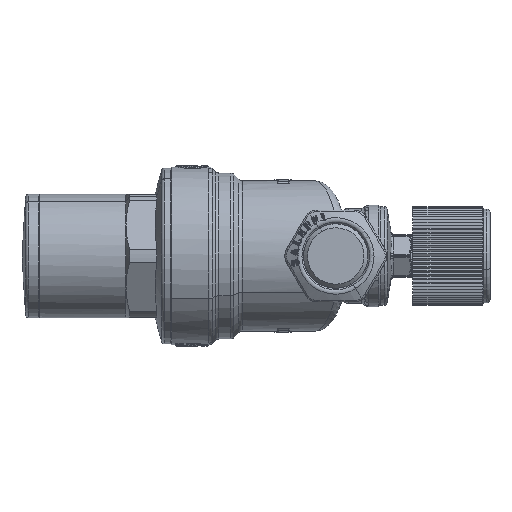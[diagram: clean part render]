
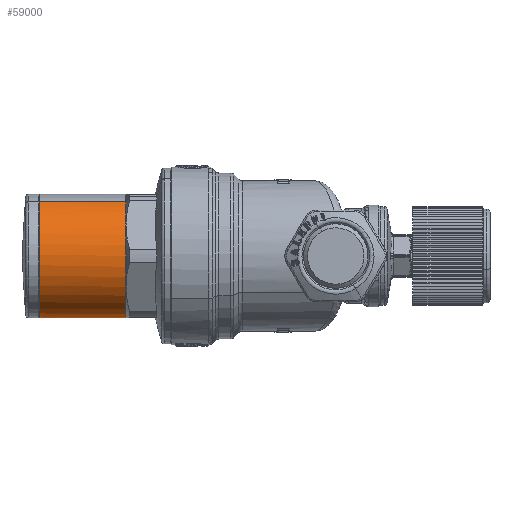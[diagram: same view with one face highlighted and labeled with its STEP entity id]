
A CAD part, left-side view. The second image highlights one B-rep face of the part: STEP entity #59000.
In plain terms, the highlighted cylindrical face has radius 20 mm (diameter 40 mm), a partial arc.
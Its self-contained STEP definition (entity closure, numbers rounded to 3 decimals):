
#58247=CARTESIAN_POINT('Axis2P3D Location',(0.,96.,0.)) ;
#58251=CARTESIAN_POINT('Vertex',(-9.589,96.,17.552)) ;
#58253=CARTESIAN_POINT('Vertex',(9.589,96.,-17.552)) ;
#58271=CARTESIAN_POINT('Axis2P3D Location',(0.,71.9,0.)) ;
#58276=CARTESIAN_POINT('Line Origine',(-9.589,78.868,17.552)) ;
#58280=CARTESIAN_POINT('Vertex',(-9.589,68.,17.552)) ;
#58308=CARTESIAN_POINT('Vertex',(9.589,68.,-17.552)) ;
#58311=CARTESIAN_POINT('Line Origine',(9.589,78.868,-17.552)) ;
#58562=CARTESIAN_POINT('Vertex',(0.,68.,-20.)) ;
#58565=CARTESIAN_POINT('Axis2P3D Location',(0.,68.,0.)) ;
#58646=CARTESIAN_POINT('Vertex',(-17.321,68.,-10.)) ;
#58649=CARTESIAN_POINT('Axis2P3D Location',(0.,68.,0.)) ;
#58979=CARTESIAN_POINT('Axis2P3D Location',(0.,68.,0.)) ;
#58983=CARTESIAN_POINT('Vertex',(-17.321,68.,10.)) ;
#58986=CARTESIAN_POINT('Axis2P3D Location',(0.,68.,0.)) ;
#58278=VECTOR('Line Direction',#58277,1.) ;
#58313=VECTOR('Line Direction',#58312,1.) ;
#58248=DIRECTION('Axis2P3D Direction',(0.,-1.,0.)) ;
#58272=DIRECTION('Axis2P3D Direction',(0.,-1.,0.)) ;
#58273=DIRECTION('Axis2P3D XDirection',(0.479,0.,-0.878)) ;
#58277=DIRECTION('Vector Direction',(0.,-1.,0.)) ;
#58312=DIRECTION('Vector Direction',(0.,-1.,0.)) ;
#58566=DIRECTION('Axis2P3D Direction',(0.,-1.,0.)) ;
#58650=DIRECTION('Axis2P3D Direction',(0.,-1.,0.)) ;
#58980=DIRECTION('Axis2P3D Direction',(0.,-1.,0.)) ;
#58987=DIRECTION('Axis2P3D Direction',(0.,-1.,0.)) ;
#58249=AXIS2_PLACEMENT_3D('Circle Axis2P3D',#58247,#58248,$) ;
#58274=AXIS2_PLACEMENT_3D('Cylinder Axis2P3D',#58271,#58272,#58273) ;
#58567=AXIS2_PLACEMENT_3D('Circle Axis2P3D',#58565,#58566,$) ;
#58651=AXIS2_PLACEMENT_3D('Circle Axis2P3D',#58649,#58650,$) ;
#58981=AXIS2_PLACEMENT_3D('Circle Axis2P3D',#58979,#58980,$) ;
#58988=AXIS2_PLACEMENT_3D('Circle Axis2P3D',#58986,#58987,$) ;
#58279=LINE('Line',#58276,#58278) ;
#58314=LINE('Line',#58311,#58313) ;
#58250=CIRCLE('generated circle',#58249,20.) ;
#58568=CIRCLE('generated circle',#58567,20.) ;
#58652=CIRCLE('generated circle',#58651,20.) ;
#58982=CIRCLE('generated circle',#58981,20.) ;
#58989=CIRCLE('generated circle',#58988,20.) ;
#58275=CYLINDRICAL_SURFACE('generated cylinder',#58274,20.) ;
#58255=EDGE_CURVE('',#58252,#58254,#58250,.T.) ;
#58282=EDGE_CURVE('',#58281,#58252,#58279,.F.) ;
#58315=EDGE_CURVE('',#58309,#58254,#58314,.F.) ;
#58569=EDGE_CURVE('',#58563,#58309,#58568,.T.) ;
#58653=EDGE_CURVE('',#58647,#58563,#58652,.T.) ;
#58985=EDGE_CURVE('',#58984,#58647,#58982,.T.) ;
#58990=EDGE_CURVE('',#58281,#58984,#58989,.T.) ;
#58992=ORIENTED_EDGE('',*,*,#58315,.F.) ;
#58993=ORIENTED_EDGE('',*,*,#58569,.F.) ;
#58994=ORIENTED_EDGE('',*,*,#58653,.F.) ;
#58995=ORIENTED_EDGE('',*,*,#58985,.F.) ;
#58996=ORIENTED_EDGE('',*,*,#58990,.F.) ;
#58997=ORIENTED_EDGE('',*,*,#58282,.T.) ;
#58998=ORIENTED_EDGE('',*,*,#58255,.T.) ;
#58991=EDGE_LOOP('',(#58992,#58993,#58994,#58995,#58996,#58997,#58998)) ;
#58252=VERTEX_POINT('',#58251) ;
#58254=VERTEX_POINT('',#58253) ;
#58281=VERTEX_POINT('',#58280) ;
#58309=VERTEX_POINT('',#58308) ;
#58563=VERTEX_POINT('',#58562) ;
#58647=VERTEX_POINT('',#58646) ;
#58984=VERTEX_POINT('',#58983) ;
#59000=ADVANCED_FACE('PartBody',(#58999),#58275,.T.) ;
#58999=FACE_OUTER_BOUND('',#58991,.T.) ;
